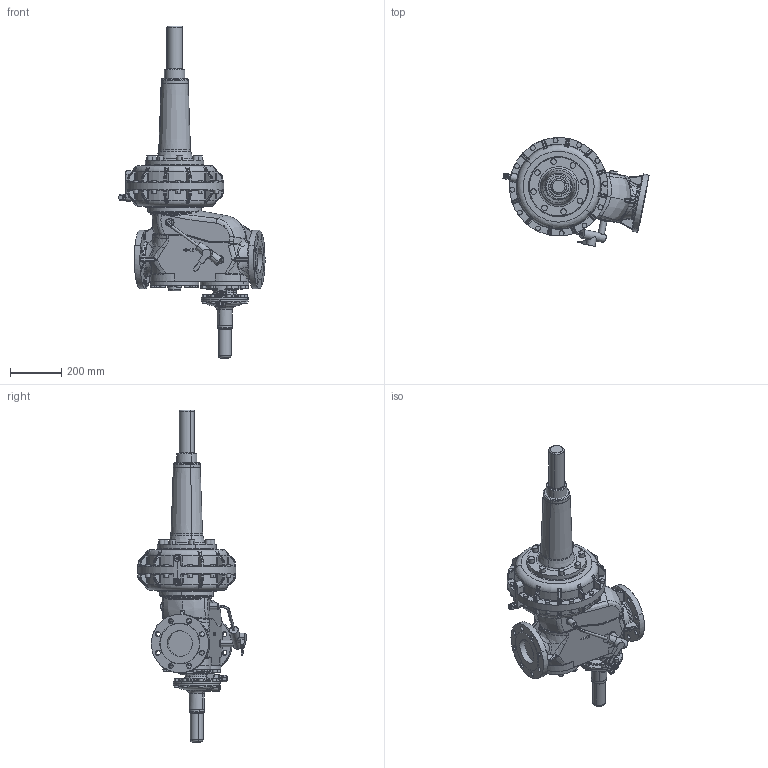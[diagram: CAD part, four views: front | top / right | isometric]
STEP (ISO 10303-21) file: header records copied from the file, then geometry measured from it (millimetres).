
FILE_DESCRIPTION(('CATIA V5 STEP Exchange'),'2;1');
FILE_NAME('RS251 DN100-385 HDS links.stp','2023-04-27T05:45:03+00:00',('none'),('none'),'CATIA Version 5-6 Release 2018 SP2','CATIA V5 STEP AP203','none');
FILE_SCHEMA(('CONFIG_CONTROL_DESIGN'));
Products named in the file (1): Product1
Assembly tree (3 placements, depth 2):
  Product1
    #57
    #125000
    #125860
Bounding box: 572.48 x 425.57 x 1301 mm (x, y, z)
Volume: 42851840.8 mm3; surface area: 1497875.7 mm2
Topology: 4 solids, 29 shells, 2460 faces, 6060 edges, 3623 vertices
Faces by surface type: cylinder 827, bspline 559, torus 463, plane 397, cone 128, sphere 84, revolution 2
Entity records: 128118 total; most frequent: CARTESIAN_POINT 80864, ORIENTED_EDGE 11842, EDGE_CURVE 5921, DIRECTION 5781, VERTEX_POINT 3622, AXIS2_PLACEMENT_3D 3226, EDGE_LOOP 2611, B_SPLINE_CURVE_WITH_KNOTS 2534
